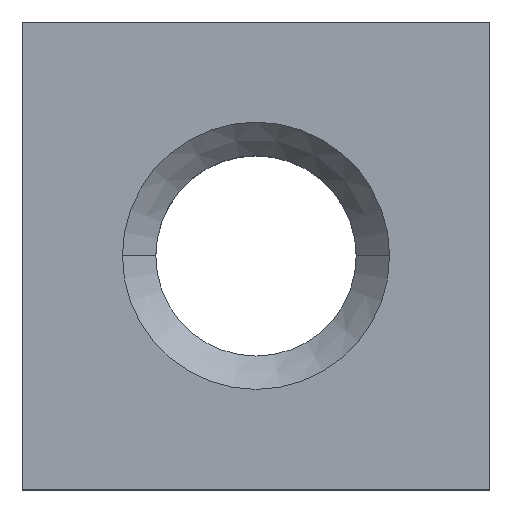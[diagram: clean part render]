
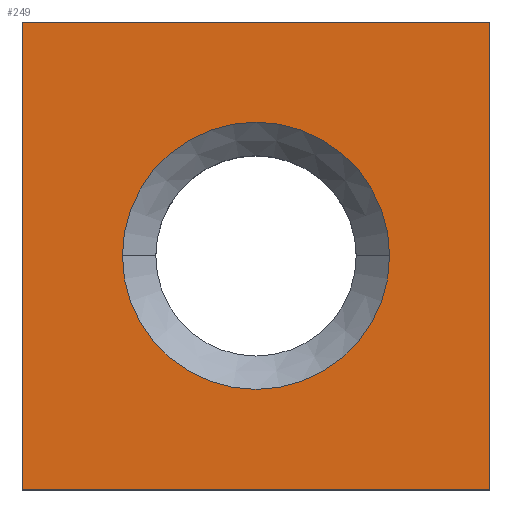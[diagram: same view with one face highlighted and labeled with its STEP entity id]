
A CAD part, top view. The second image highlights one B-rep face of the part: STEP entity #249.
In plain terms, the highlighted planar face has unit normal (0, 0, 1).
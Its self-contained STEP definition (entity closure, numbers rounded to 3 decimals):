
#97 = DIRECTION ( 'NONE',  ( 1., 0., 0. ) ) ;
#98 = DIRECTION ( 'NONE',  ( 0., 0., -1. ) ) ;
#99 = CARTESIAN_POINT ( 'NONE',  ( 0., 0., 3.5 ) ) ;
#139 = AXIS2_PLACEMENT_3D ( 'NONE', #99, #98, #97 ) ;
#152 = EDGE_CURVE ( 'NONE', #1163, #1162, #1752, .T. ) ;
#249 = ADVANCED_FACE ( 'NONE', ( #728, #744 ), #720, .T. ) ;
#257 = VECTOR ( 'NONE', #451, 1000. ) ;
#446 = LINE ( 'NONE', #807, #1613 ) ;
#451 = DIRECTION ( 'NONE',  ( 1., 0., 0. ) ) ;
#460 = CARTESIAN_POINT ( 'NONE',  ( -3.5, -3.5, 3.5 ) ) ;
#468 = LINE ( 'NONE', #460, #257 ) ;
#489 = CARTESIAN_POINT ( 'NONE',  ( 2., 0., 3.5 ) ) ;
#490 = DIRECTION ( 'NONE',  ( 0., 1., 0. ) ) ;
#491 = CARTESIAN_POINT ( 'NONE',  ( -2., 0., 3.5 ) ) ;
#498 = CARTESIAN_POINT ( 'NONE',  ( -3.5, -3.5, 3.5 ) ) ;
#499 = CARTESIAN_POINT ( 'NONE',  ( 3.5, -3.5, 3.5 ) ) ;
#503 = CARTESIAN_POINT ( 'NONE',  ( 3.5, 3.5, 3.5 ) ) ;
#504 = CARTESIAN_POINT ( 'NONE',  ( -3.5, 3.5, 3.5 ) ) ;
#517 = CARTESIAN_POINT ( 'NONE',  ( 3.5, 3.5, 3.5 ) ) ;
#521 = DIRECTION ( 'NONE',  ( -1., 0., 0. ) ) ;
#527 = DIRECTION ( 'NONE',  ( 1., 0., 0. ) ) ;
#532 = DIRECTION ( 'NONE',  ( 0., 0., -1. ) ) ;
#533 = CARTESIAN_POINT ( 'NONE',  ( 0., 0., 3.5 ) ) ;
#540 = LINE ( 'NONE', #517, #1005 ) ;
#692 = LINE ( 'NONE', #695, #860 ) ;
#695 = CARTESIAN_POINT ( 'NONE',  ( -3.5, 3.5, 3.5 ) ) ;
#720 = PLANE ( 'NONE',  #907 ) ;
#728 = FACE_BOUND ( 'NONE', #1057, .T. ) ;
#739 = CARTESIAN_POINT ( 'NONE',  ( -3.5, -3.5, 3.5 ) ) ;
#744 = FACE_OUTER_BOUND ( 'NONE', #1073, .T. ) ;
#756 = DIRECTION ( 'NONE',  ( 0., 0., 1. ) ) ;
#806 = DIRECTION ( 'NONE',  ( 0., -1., 0. ) ) ;
#807 = CARTESIAN_POINT ( 'NONE',  ( -3.5, 3.5, 3.5 ) ) ;
#817 = DIRECTION ( 'NONE',  ( 1., 0., 0. ) ) ;
#828 = EDGE_CURVE ( 'NONE', #1162, #1163, #859, .T. ) ;
#829 = EDGE_CURVE ( 'NONE', #1150, #1149, #692, .T. ) ;
#830 = EDGE_CURVE ( 'NONE', #1154, #1150, #540, .T. ) ;
#832 = EDGE_CURVE ( 'NONE', #1155, #1154, #468, .T. ) ;
#844 = EDGE_CURVE ( 'NONE', #1149, #1155, #446, .T. ) ;
#859 = CIRCLE ( 'NONE', #1010, 2. ) ;
#860 = VECTOR ( 'NONE', #521, 1000. ) ;
#907 = AXIS2_PLACEMENT_3D ( 'NONE', #739, #756, #817 ) ;
#1005 = VECTOR ( 'NONE', #490, 1000. ) ;
#1010 = AXIS2_PLACEMENT_3D ( 'NONE', #533, #532, #527 ) ;
#1057 = EDGE_LOOP ( 'NONE', ( #1200, #1199 ) ) ;
#1073 = EDGE_LOOP ( 'NONE', ( #1284, #1298, #1226, #1285 ) ) ;
#1149 = VERTEX_POINT ( 'NONE', #504 ) ;
#1150 = VERTEX_POINT ( 'NONE', #503 ) ;
#1154 = VERTEX_POINT ( 'NONE', #499 ) ;
#1155 = VERTEX_POINT ( 'NONE', #498 ) ;
#1162 = VERTEX_POINT ( 'NONE', #491 ) ;
#1163 = VERTEX_POINT ( 'NONE', #489 ) ;
#1199 = ORIENTED_EDGE ( 'NONE', *, *, #828, .T. ) ;
#1200 = ORIENTED_EDGE ( 'NONE', *, *, #152, .T. ) ;
#1226 = ORIENTED_EDGE ( 'NONE', *, *, #830, .T. ) ;
#1284 = ORIENTED_EDGE ( 'NONE', *, *, #844, .T. ) ;
#1285 = ORIENTED_EDGE ( 'NONE', *, *, #829, .T. ) ;
#1298 = ORIENTED_EDGE ( 'NONE', *, *, #832, .T. ) ;
#1613 = VECTOR ( 'NONE', #806, 1000. ) ;
#1752 = CIRCLE ( 'NONE', #139, 2. ) ;
